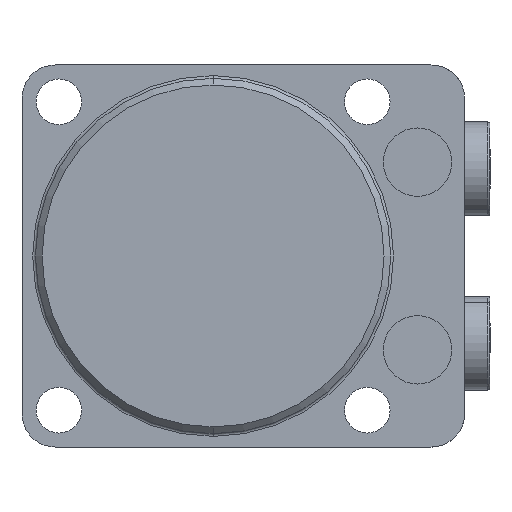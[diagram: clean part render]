
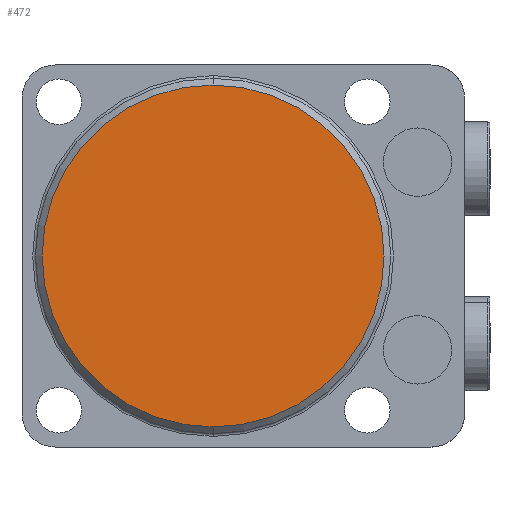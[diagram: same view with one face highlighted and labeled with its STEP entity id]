
A CAD part, front view. The second image highlights one B-rep face of the part: STEP entity #472.
In plain terms, the highlighted planar face has unit normal (0, -1, 0).
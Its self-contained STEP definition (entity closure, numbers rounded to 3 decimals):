
#86 = DIRECTION ( 'NONE',  ( 0., 0., 1. ) ) ;
#87 = DIRECTION ( 'NONE',  ( 0., -1., 0. ) ) ;
#88 = CARTESIAN_POINT ( 'NONE',  ( 0., 0., 0. ) ) ;
#472 = ADVANCED_FACE ( 'NONE', ( #1048 ), #3043, .F. ) ;
#608 = CIRCLE ( 'NONE', #3384, 25.5 ) ;
#703 = CIRCLE ( 'NONE', #3410, 25.5 ) ;
#1048 = FACE_OUTER_BOUND ( 'NONE', #1243, .T. ) ;
#1243 = EDGE_LOOP ( 'NONE', ( #4229, #4230 ) ) ;
#1344 = VERTEX_POINT ( 'NONE', #1736 ) ;
#1736 = CARTESIAN_POINT ( 'NONE',  ( 0., 0., -25.5 ) ) ;
#2091 = DIRECTION ( 'NONE',  ( 0., 0., 1. ) ) ;
#2094 = DIRECTION ( 'NONE',  ( 0., -1., 0. ) ) ;
#2096 = CARTESIAN_POINT ( 'NONE',  ( 0., 0., 0. ) ) ;
#2367 = CARTESIAN_POINT ( 'NONE',  ( 0., 0., 25.5 ) ) ;
#3039 = DIRECTION ( 'NONE',  ( 0., 0., 1. ) ) ;
#3041 = DIRECTION ( 'NONE',  ( 0., 1., 0. ) ) ;
#3043 = PLANE ( 'NONE',  #3568 ) ;
#3048 = CARTESIAN_POINT ( 'NONE',  ( -28.5, 0., 28.5 ) ) ;
#3384 = AXIS2_PLACEMENT_3D ( 'NONE', #2096, #2094, #2091 ) ;
#3410 = AXIS2_PLACEMENT_3D ( 'NONE', #88, #87, #86 ) ;
#3568 = AXIS2_PLACEMENT_3D ( 'NONE', #3048, #3041, #3039 ) ;
#3790 = EDGE_CURVE ( 'NONE', #1344, #3918, #703, .T. ) ;
#3855 = EDGE_CURVE ( 'NONE', #3918, #1344, #608, .T. ) ;
#3918 = VERTEX_POINT ( 'NONE', #2367 ) ;
#4229 = ORIENTED_EDGE ( 'NONE', *, *, #3855, .T. ) ;
#4230 = ORIENTED_EDGE ( 'NONE', *, *, #3790, .T. ) ;
